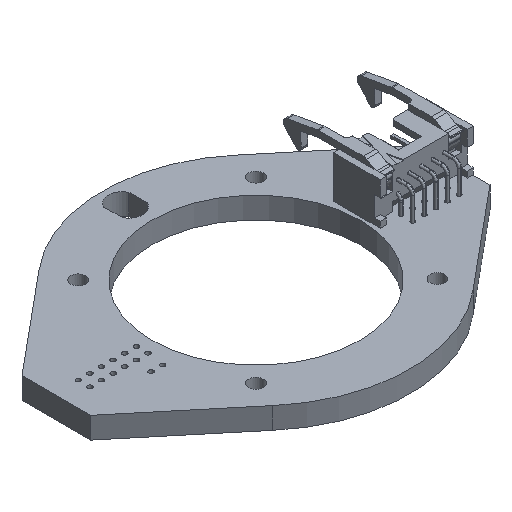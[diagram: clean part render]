
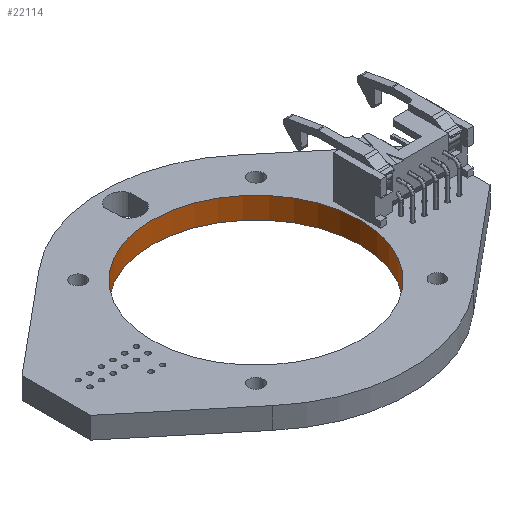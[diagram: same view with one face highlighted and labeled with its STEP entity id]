
A CAD part, isometric view. The second image highlights one B-rep face of the part: STEP entity #22114.
In plain terms, the highlighted cylindrical face has radius 22.75 mm (diameter 45.5 mm), a full revolution.
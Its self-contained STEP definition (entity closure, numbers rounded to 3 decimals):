
#19255 = PLANE('',#19256);
#19256 = AXIS2_PLACEMENT_3D('',#19257,#19258,#19259);
#19257 = CARTESIAN_POINT('',(146.625,-97.5,4.69));
#19258 = DIRECTION('',(0.,0.,1.));
#19259 = DIRECTION('',(1.,0.,-0.));
#19309 = PLANE('',#19310);
#19310 = AXIS2_PLACEMENT_3D('',#19311,#19312,#19313);
#19311 = CARTESIAN_POINT('',(146.625,-97.5,0.));
#19312 = DIRECTION('',(0.,0.,1.));
#19313 = DIRECTION('',(1.,0.,-0.));
#20077 = EDGE_CURVE('',#20078,#20078,#20080,.T.);
#20078 = VERTEX_POINT('',#20079);
#20079 = CARTESIAN_POINT('',(169.375,-97.5,0.));
#20080 = SURFACE_CURVE('',#20081,(#20086,#20093),.PCURVE_S1.);
#20081 = CIRCLE('',#20082,22.75);
#20082 = AXIS2_PLACEMENT_3D('',#20083,#20084,#20085);
#20083 = CARTESIAN_POINT('',(146.625,-97.5,0.));
#20084 = DIRECTION('',(0.,0.,1.));
#20085 = DIRECTION('',(1.,0.,-0.));
#20086 = PCURVE('',#19309,#20087);
#20087 = DEFINITIONAL_REPRESENTATION('',(#20088),#20092);
#20088 = CIRCLE('',#20089,22.75);
#20089 = AXIS2_PLACEMENT_2D('',#20090,#20091);
#20090 = CARTESIAN_POINT('',(0.,0.));
#20091 = DIRECTION('',(1.,0.));
#20092 = ( GEOMETRIC_REPRESENTATION_CONTEXT(2) 
PARAMETRIC_REPRESENTATION_CONTEXT() REPRESENTATION_CONTEXT('2D SPACE',''
  ) );
#20093 = PCURVE('',#20094,#20099);
#20094 = CYLINDRICAL_SURFACE('',#20095,22.75);
#20095 = AXIS2_PLACEMENT_3D('',#20096,#20097,#20098);
#20096 = CARTESIAN_POINT('',(146.625,-97.5,0.));
#20097 = DIRECTION('',(-0.,-0.,-1.));
#20098 = DIRECTION('',(1.,0.,-0.));
#20099 = DEFINITIONAL_REPRESENTATION('',(#20100),#20104);
#20100 = LINE('',#20101,#20102);
#20101 = CARTESIAN_POINT('',(-0.,0.));
#20102 = VECTOR('',#20103,1.);
#20103 = DIRECTION('',(-1.,0.));
#20104 = ( GEOMETRIC_REPRESENTATION_CONTEXT(2) 
PARAMETRIC_REPRESENTATION_CONTEXT() REPRESENTATION_CONTEXT('2D SPACE',''
  ) );
#21137 = EDGE_CURVE('',#21138,#21138,#21140,.T.);
#21138 = VERTEX_POINT('',#21139);
#21139 = CARTESIAN_POINT('',(169.375,-97.5,4.69));
#21140 = SURFACE_CURVE('',#21141,(#21146,#21153),.PCURVE_S1.);
#21141 = CIRCLE('',#21142,22.75);
#21142 = AXIS2_PLACEMENT_3D('',#21143,#21144,#21145);
#21143 = CARTESIAN_POINT('',(146.625,-97.5,4.69));
#21144 = DIRECTION('',(0.,0.,1.));
#21145 = DIRECTION('',(1.,0.,-0.));
#21146 = PCURVE('',#19255,#21147);
#21147 = DEFINITIONAL_REPRESENTATION('',(#21148),#21152);
#21148 = CIRCLE('',#21149,22.75);
#21149 = AXIS2_PLACEMENT_2D('',#21150,#21151);
#21150 = CARTESIAN_POINT('',(0.,0.));
#21151 = DIRECTION('',(1.,0.));
#21152 = ( GEOMETRIC_REPRESENTATION_CONTEXT(2) 
PARAMETRIC_REPRESENTATION_CONTEXT() REPRESENTATION_CONTEXT('2D SPACE',''
  ) );
#21153 = PCURVE('',#20094,#21154);
#21154 = DEFINITIONAL_REPRESENTATION('',(#21155),#21159);
#21155 = LINE('',#21156,#21157);
#21156 = CARTESIAN_POINT('',(-0.,-4.69));
#21157 = VECTOR('',#21158,1.);
#21158 = DIRECTION('',(-1.,0.));
#21159 = ( GEOMETRIC_REPRESENTATION_CONTEXT(2) 
PARAMETRIC_REPRESENTATION_CONTEXT() REPRESENTATION_CONTEXT('2D SPACE',''
  ) );
#22114 = ADVANCED_FACE('',(#22115),#20094,.F.);
#22115 = FACE_BOUND('',#22116,.T.);
#22116 = EDGE_LOOP('',(#22117,#22138,#22139,#22140));
#22117 = ORIENTED_EDGE('',*,*,#22118,.T.);
#22118 = EDGE_CURVE('',#20078,#21138,#22119,.T.);
#22119 = SEAM_CURVE('',#22120,(#22124,#22131),.PCURVE_S1.);
#22120 = LINE('',#22121,#22122);
#22121 = CARTESIAN_POINT('',(169.375,-97.5,0.));
#22122 = VECTOR('',#22123,1.);
#22123 = DIRECTION('',(0.,0.,1.));
#22124 = PCURVE('',#20094,#22125);
#22125 = DEFINITIONAL_REPRESENTATION('',(#22126),#22130);
#22126 = LINE('',#22127,#22128);
#22127 = CARTESIAN_POINT('',(-0.,0.));
#22128 = VECTOR('',#22129,1.);
#22129 = DIRECTION('',(-0.,-1.));
#22130 = ( GEOMETRIC_REPRESENTATION_CONTEXT(2) 
PARAMETRIC_REPRESENTATION_CONTEXT() REPRESENTATION_CONTEXT('2D SPACE',''
  ) );
#22131 = PCURVE('',#20094,#22132);
#22132 = DEFINITIONAL_REPRESENTATION('',(#22133),#22137);
#22133 = LINE('',#22134,#22135);
#22134 = CARTESIAN_POINT('',(-6.283,0.));
#22135 = VECTOR('',#22136,1.);
#22136 = DIRECTION('',(-0.,-1.));
#22137 = ( GEOMETRIC_REPRESENTATION_CONTEXT(2) 
PARAMETRIC_REPRESENTATION_CONTEXT() REPRESENTATION_CONTEXT('2D SPACE',''
  ) );
#22138 = ORIENTED_EDGE('',*,*,#21137,.T.);
#22139 = ORIENTED_EDGE('',*,*,#22118,.F.);
#22140 = ORIENTED_EDGE('',*,*,#20077,.F.);
